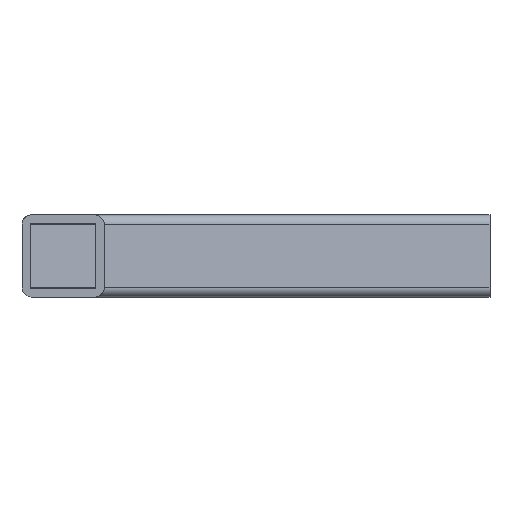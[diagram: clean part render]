
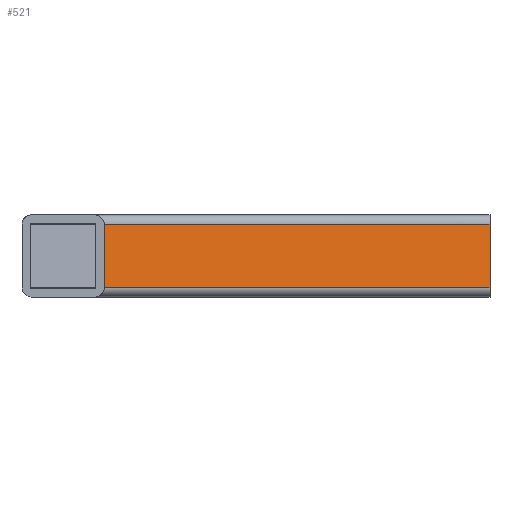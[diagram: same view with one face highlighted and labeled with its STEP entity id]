
A CAD part, front view. The second image highlights one B-rep face of the part: STEP entity #521.
In plain terms, the highlighted planar face has unit normal (0.591, -0.807, 0).
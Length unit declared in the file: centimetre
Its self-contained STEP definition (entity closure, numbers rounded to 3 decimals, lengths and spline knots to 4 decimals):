
#65=FACE_OUTER_BOUND('',#96,.T.);
#96=EDGE_LOOP('',(#386,#387,#388,#389));
#129=LINE('',#787,#181);
#141=LINE('',#825,#193);
#142=LINE('',#828,#194);
#143=LINE('',#829,#195);
#181=VECTOR('',#619,2.3);
#193=VECTOR('',#653,17.4433);
#194=VECTOR('',#656,2.3);
#195=VECTOR('',#657,17.4433);
#235=VERTEX_POINT('',#784);
#236=VERTEX_POINT('',#786);
#251=VERTEX_POINT('',#823);
#252=VERTEX_POINT('',#827);
#283=EDGE_CURVE('',#235,#236,#129,.T.);
#303=EDGE_CURVE('',#235,#251,#141,.T.);
#304=EDGE_CURVE('',#251,#252,#142,.T.);
#305=EDGE_CURVE('',#252,#236,#143,.T.);
#386=ORIENTED_EDGE('',*,*,#283,.F.);
#387=ORIENTED_EDGE('',*,*,#303,.T.);
#388=ORIENTED_EDGE('',*,*,#304,.T.);
#389=ORIENTED_EDGE('',*,*,#305,.T.);
#505=PLANE('',#563);
#521=ADVANCED_FACE('',(#65),#505,.T.);
#563=AXIS2_PLACEMENT_3D('',#826,#654,#655);
#619=DIRECTION('',(0.,0.,-1.));
#653=DIRECTION('',(-0.807,-0.591,0.));
#654=DIRECTION('center_axis',(0.591,-0.807,0.));
#655=DIRECTION('ref_axis',(0.,0.,1.));
#656=DIRECTION('',(0.,0.,-1.));
#657=DIRECTION('',(0.807,0.591,0.));
#784=CARTESIAN_POINT('',(53.43,49.5412,28.15));
#786=CARTESIAN_POINT('',(53.43,49.5412,25.85));
#787=CARTESIAN_POINT('',(53.43,49.5412,28.15));
#823=CARTESIAN_POINT('',(39.354,39.239,28.15));
#825=CARTESIAN_POINT('',(53.43,49.5412,28.15));
#826=CARTESIAN_POINT('Origin',(56.3159,51.6534,25.85));
#827=CARTESIAN_POINT('',(39.354,39.239,25.85));
#828=CARTESIAN_POINT('',(39.354,39.239,28.15));
#829=CARTESIAN_POINT('',(39.354,39.239,25.85));
